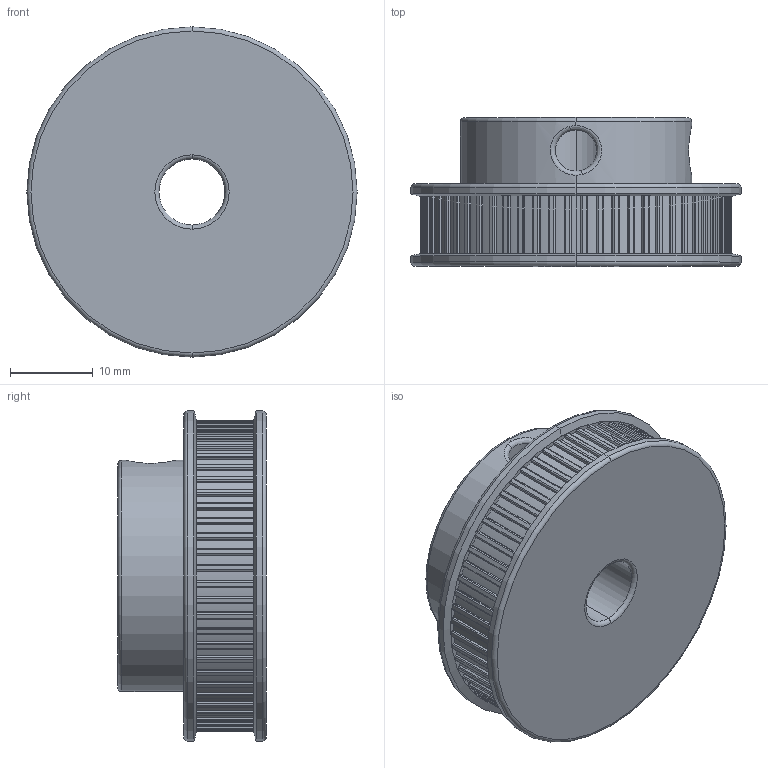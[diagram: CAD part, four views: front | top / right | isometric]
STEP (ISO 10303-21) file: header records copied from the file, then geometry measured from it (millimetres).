
FILE_DESCRIPTION (( 'STEP AP214' ), '1' );
FILE_NAME ('Gear-8mm-60teeth.STEP', '2020-05-20T13:28:10', ( '' ), ( '' ), 'SwSTEP 2.0', 'SolidWorks 2015', '' );
FILE_SCHEMA (( 'AUTOMOTIVE_DESIGN' ));
Length unit declared in the file: millimetre
Products named in the file (1): Gear-8mm-60teeth
Bounding box: 40 x 18 x 40 mm (x, y, z)
Volume: 14961.3 mm3; surface area: 5411.1 mm2
Topology: 1 solids, 1 shells, 428 faces, 1261 edges, 836 vertices
Faces by surface type: cylinder 405, torus 10, plane 5, cone 4, bspline 4
Entity records: 15554 total; most frequent: CARTESIAN_POINT 3283, DIRECTION 2921, ORIENTED_EDGE 2522, EDGE_CURVE 1261, AXIS2_PLACEMENT_3D 1255, VERTEX_POINT 836, CIRCLE 830, EDGE_LOOP 435
